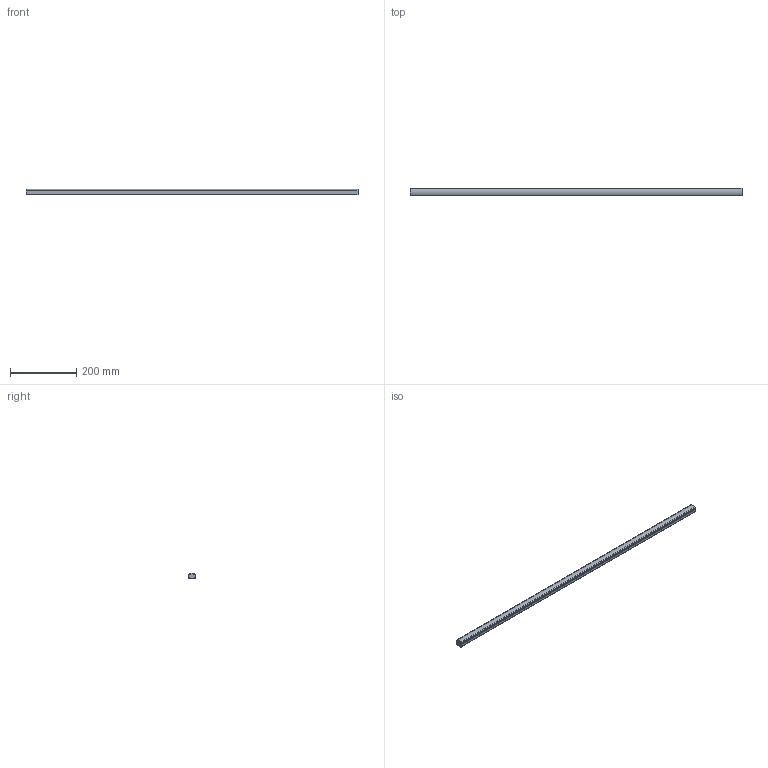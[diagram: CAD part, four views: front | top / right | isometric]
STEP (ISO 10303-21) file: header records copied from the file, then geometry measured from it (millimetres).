
FILE_DESCRIPTION (( 'STEP AP214' ), '1' );
FILE_NAME ('EFLEXG1N.STEP', '2025-04-02T13:59:04', ( '' ), ( '' ), 'SwSTEP 2.0', 'SolidWorks 2024', '' );
FILE_SCHEMA (( 'AUTOMOTIVE_DESIGN' ));
Length unit declared in the file: millimetre
Products named in the file (1): EFLEXG1N
Bounding box: 1003 x 23 x 17 mm (x, y, z)
Volume: 83860.3 mm3; surface area: 202029.6 mm2
Topology: 3 solids, 3 shells, 176 faces, 478 edges, 308 vertices
Faces by surface type: plane 95, cylinder 67, sphere 8, cone 3, torus 3
Entity records: 7510 total; most frequent: CARTESIAN_POINT 1017, ORIENTED_EDGE 956, DIRECTION 933, EDGE_CURVE 478, LINE 341, VECTOR 341, VERTEX_POINT 308, AXIS2_PLACEMENT_3D 296
